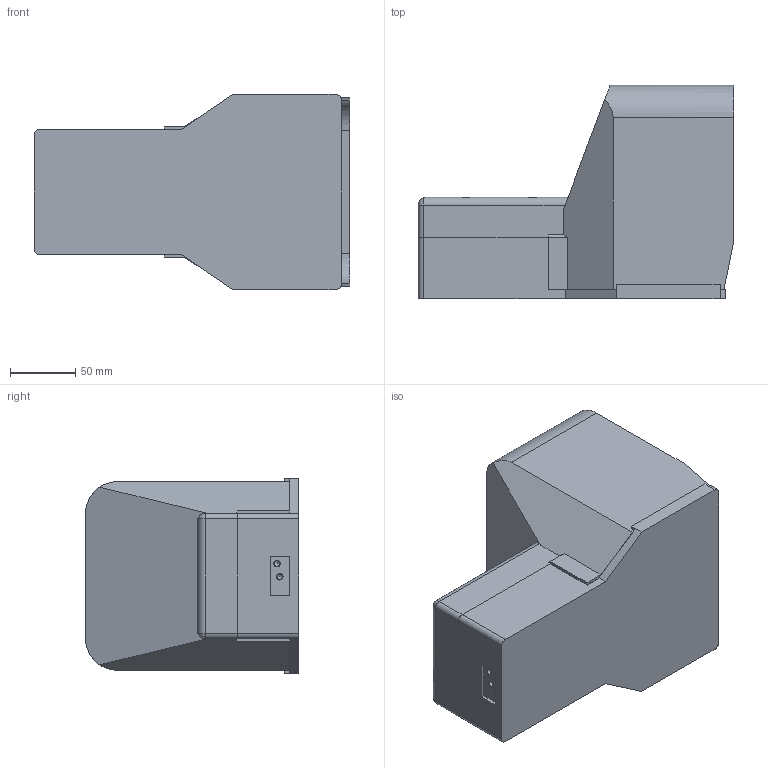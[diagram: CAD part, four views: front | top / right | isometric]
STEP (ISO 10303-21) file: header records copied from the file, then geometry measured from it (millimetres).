
FILE_DESCRIPTION( ( 'STEP AP214' ), ' ' );
FILE_NAME( 'W3120000331(0BPR).stp', '2017-03-02T10:02:26', ( '' ), ( '' ), ' ', 'PARTsolutions', ' ' );
FILE_SCHEMA( ( 'AUTOMOTIVE_DESIGN { 1 0 10303 214 1 1 1 1 }' ) );
Length unit declared in the file: millimetre
Products named in the file (6): W3120000331(0BPR); _W3120000331Pedal; _W3120000331Body; _W3120000331Body1; _M4Screw; _W3120000331Pedal1
Assembly tree (8 placements, depth 2):
  W3120000331(0BPR)
    _W3120000331Pedal
    _W3120000331Body
    _W3120000331Body1
    _M4Screw  x4
    _W3120000331Pedal1
Bounding box: 242.5 x 164 x 150 mm (x, y, z)
Volume: 556795.1 mm3; surface area: 304777.5 mm2
Topology: 8 solids, 10 shells, 425 faces, 1070 edges, 705 vertices
Faces by surface type: plane 338, cylinder 62, cone 10, torus 8, sphere 4, bspline 3
Full cylindrical faces by diameter (mm): 2.4 x2, 4 x8, 4.134 x2, 4.2 x1, 4.5 x2, 8 x12, 9 x4, 10 x4, 28 x1, 36 x1
Entity records: 13664 total; most frequent: CARTESIAN_POINT 1997, DIRECTION 1733, ORIENTED_EDGE 1724, EDGE_CURVE 862, LINE 711, VECTOR 711, VERTEX_POINT 595, AXIS2_PLACEMENT_3D 511
